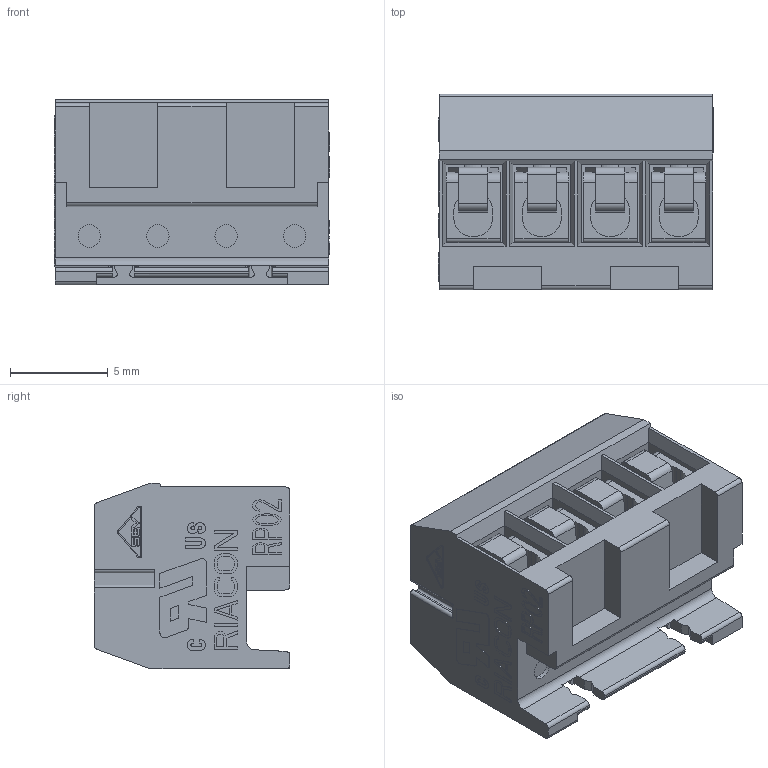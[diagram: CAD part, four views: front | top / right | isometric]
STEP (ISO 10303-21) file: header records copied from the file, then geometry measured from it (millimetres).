
FILE_DESCRIPTION((''),'2;1');
FILE_NAME('E0004609_SW0003','2020-09-28T07:03:02',('antonh'),(''),'CREO PARAMETRIC BY PTC INC, 2018420','CREO PARAMETRIC BY PTC INC, 2018420','');
FILE_SCHEMA(('CONFIG_CONTROL_DESIGN'));
Length unit declared in the file: millimetre
Products named in the file (1): E0004609_SW0003
Bounding box: 14.06 x 10 x 9.5 mm (x, y, z)
Volume: 925.3 mm3; surface area: 1317.2 mm2
Topology: 1 solids, 1 shells, 925 faces, 2549 edges, 1654 vertices
Faces by surface type: plane 697, cylinder 164, bspline 28, cone 20, torus 16
Entity records: 30977 total; most frequent: CARTESIAN_POINT 7516, ORIENTED_EDGE 5098, DIRECTION 4523, EDGE_CURVE 2549, VECTOR 1953, LINE 1953, VERTEX_POINT 1654, AXIS2_PLACEMENT_3D 1285
